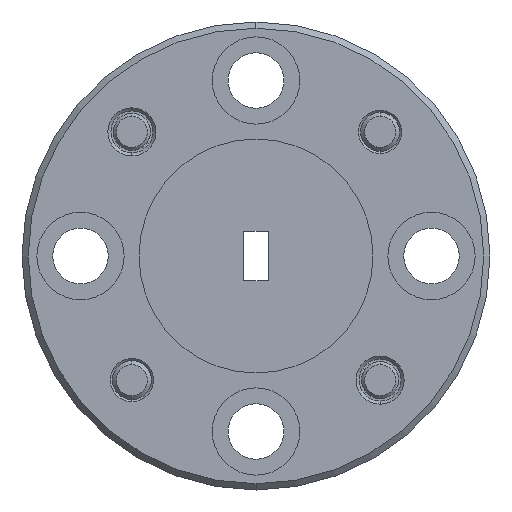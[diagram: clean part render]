
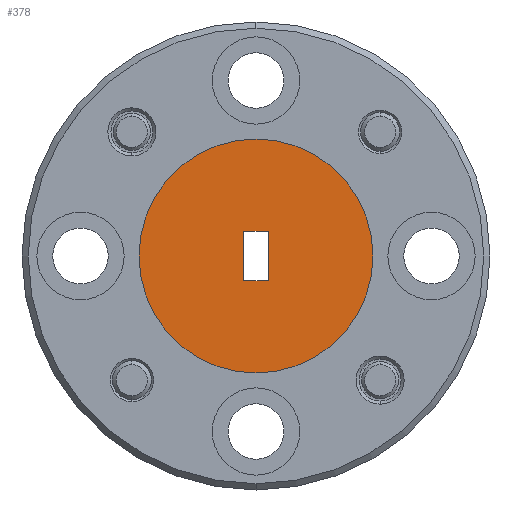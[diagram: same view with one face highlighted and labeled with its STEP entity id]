
A CAD part, left-side view. The second image highlights one B-rep face of the part: STEP entity #378.
In plain terms, the highlighted planar face has unit normal (-1, 0, 0).
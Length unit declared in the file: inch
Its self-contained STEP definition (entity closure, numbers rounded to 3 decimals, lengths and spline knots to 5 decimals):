
#156 = EDGE_CURVE ( 'NONE', #3885, #2916, #2880, .T. ) ;
#192 = VERTEX_POINT ( 'NONE', #3501 ) ;
#217 = VECTOR ( 'NONE', #1684, 39.37008 ) ;
#240 = ORIENTED_EDGE ( 'NONE', *, *, #156, .T. ) ;
#313 = LINE ( 'NONE', #677, #1255 ) ;
#378 = ADVANCED_FACE ( 'NONE', ( #1148, #2828 ), #1666, .T. ) ;
#458 = CARTESIAN_POINT ( 'NONE',  ( -2.59788, 0.41974, 0.76827 ) ) ;
#487 = DIRECTION ( 'NONE',  ( 0., 0., -1. ) ) ;
#668 = LINE ( 'NONE', #2337, #3833 ) ;
#677 = CARTESIAN_POINT ( 'NONE',  ( -2.59788, 0.45974, 0.80827 ) ) ;
#726 = DIRECTION ( 'NONE',  ( 0., -1., 0. ) ) ;
#743 = CARTESIAN_POINT ( 'NONE',  ( -2.59788, 0.41974, 0.84827 ) ) ;
#883 = ORIENTED_EDGE ( 'NONE', *, *, #989, .T. ) ;
#949 = CIRCLE ( 'NONE', #2168, 0.1875 ) ;
#989 = EDGE_CURVE ( 'NONE', #2916, #3950, #668, .T. ) ;
#1067 = ORIENTED_EDGE ( 'NONE', *, *, #3331, .F. ) ;
#1148 = FACE_BOUND ( 'NONE', #2558, .T. ) ;
#1170 = CARTESIAN_POINT ( 'NONE',  ( -2.59788, 0.41974, 0.76827 ) ) ;
#1255 = VECTOR ( 'NONE', #1347, 39.37008 ) ;
#1347 = DIRECTION ( 'NONE',  ( 0., 0., 1. ) ) ;
#1378 = CARTESIAN_POINT ( 'NONE',  ( -2.59788, 0.43974, 0.80827 ) ) ;
#1559 = VECTOR ( 'NONE', #3302, 39.37008 ) ;
#1570 = AXIS2_PLACEMENT_3D ( 'NONE', #1378, #3596, #2306 ) ;
#1666 = PLANE ( 'NONE',  #2473 ) ;
#1684 = DIRECTION ( 'NONE',  ( 0., -1., 0. ) ) ;
#1828 = CARTESIAN_POINT ( 'NONE',  ( -2.59788, 0.41974, 0.84827 ) ) ;
#1841 = EDGE_LOOP ( 'NONE', ( #2979, #1067 ) ) ;
#2028 = DIRECTION ( 'NONE',  ( 0., 1., 0. ) ) ;
#2168 = AXIS2_PLACEMENT_3D ( 'NONE', #2349, #2677, #2028 ) ;
#2254 = VERTEX_POINT ( 'NONE', #3841 ) ;
#2275 = CARTESIAN_POINT ( 'NONE',  ( -2.59788, 0.43974, 0.80827 ) ) ;
#2306 = DIRECTION ( 'NONE',  ( 0., 1., 0. ) ) ;
#2337 = CARTESIAN_POINT ( 'NONE',  ( -2.59788, 0.41974, 0.80827 ) ) ;
#2349 = CARTESIAN_POINT ( 'NONE',  ( -2.59788, 0.43974, 0.80827 ) ) ;
#2473 = AXIS2_PLACEMENT_3D ( 'NONE', #2275, #2600, #726 ) ;
#2481 = LINE ( 'NONE', #458, #1559 ) ;
#2525 = VERTEX_POINT ( 'NONE', #2658 ) ;
#2556 = EDGE_CURVE ( 'NONE', #3950, #192, #2481, .T. ) ;
#2558 = EDGE_LOOP ( 'NONE', ( #240, #883, #2924, #2996 ) ) ;
#2600 = DIRECTION ( 'NONE',  ( -1., 0., 0. ) ) ;
#2623 = EDGE_CURVE ( 'NONE', #2254, #2525, #3171, .T. ) ;
#2658 = CARTESIAN_POINT ( 'NONE',  ( -2.59788, 0.25224, 0.80827 ) ) ;
#2677 = DIRECTION ( 'NONE',  ( 1., 0., 0. ) ) ;
#2828 = FACE_OUTER_BOUND ( 'NONE', #1841, .T. ) ;
#2880 = LINE ( 'NONE', #743, #217 ) ;
#2916 = VERTEX_POINT ( 'NONE', #1828 ) ;
#2924 = ORIENTED_EDGE ( 'NONE', *, *, #2556, .T. ) ;
#2979 = ORIENTED_EDGE ( 'NONE', *, *, #2623, .F. ) ;
#2996 = ORIENTED_EDGE ( 'NONE', *, *, #3278, .T. ) ;
#3171 = CIRCLE ( 'NONE', #1570, 0.1875 ) ;
#3278 = EDGE_CURVE ( 'NONE', #192, #3885, #313, .T. ) ;
#3302 = DIRECTION ( 'NONE',  ( 0., 1., 0. ) ) ;
#3331 = EDGE_CURVE ( 'NONE', #2525, #2254, #949, .T. ) ;
#3501 = CARTESIAN_POINT ( 'NONE',  ( -2.59788, 0.45974, 0.76827 ) ) ;
#3596 = DIRECTION ( 'NONE',  ( 1., 0., 0. ) ) ;
#3664 = CARTESIAN_POINT ( 'NONE',  ( -2.59788, 0.45974, 0.84827 ) ) ;
#3833 = VECTOR ( 'NONE', #487, 39.37008 ) ;
#3841 = CARTESIAN_POINT ( 'NONE',  ( -2.59788, 0.62724, 0.80827 ) ) ;
#3885 = VERTEX_POINT ( 'NONE', #3664 ) ;
#3950 = VERTEX_POINT ( 'NONE', #1170 ) ;
